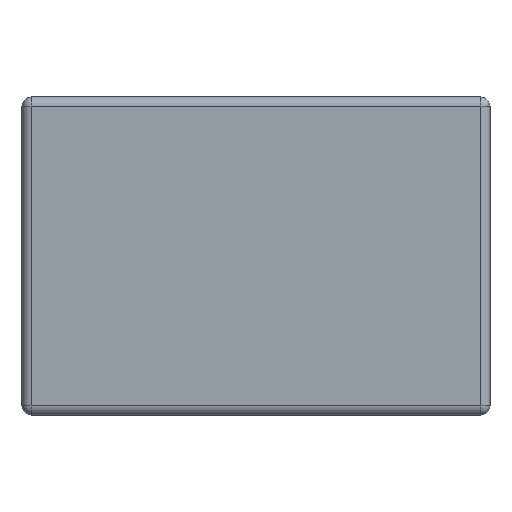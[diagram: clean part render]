
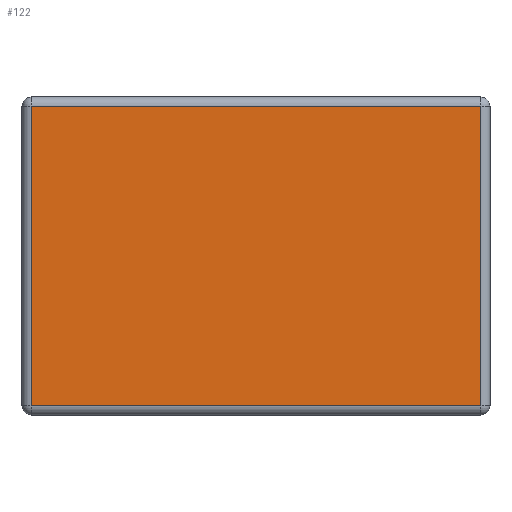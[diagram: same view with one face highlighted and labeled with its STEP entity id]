
A CAD part, left-side view. The second image highlights one B-rep face of the part: STEP entity #122.
In plain terms, the highlighted planar face has unit normal (-1, 0, 0).
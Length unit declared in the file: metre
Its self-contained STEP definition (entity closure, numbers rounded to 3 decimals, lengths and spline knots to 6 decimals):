
#122 = ADVANCED_FACE( '', ( #260 ), #261, .F. );
#260 = FACE_OUTER_BOUND( '', #415, .T. );
#261 = PLANE( '', #416 );
#415 = EDGE_LOOP( '', ( #664, #665, #666, #667 ) );
#416 = AXIS2_PLACEMENT_3D( '', #668, #669, #670 );
#664 = ORIENTED_EDGE( '', *, *, #922, .T. );
#665 = ORIENTED_EDGE( '', *, *, #884, .T. );
#666 = ORIENTED_EDGE( '', *, *, #941, .T. );
#667 = ORIENTED_EDGE( '', *, *, #938, .T. );
#668 = CARTESIAN_POINT( '', ( -0.0016, -0.00125, 0.00085 ) );
#669 = DIRECTION( '', ( 1., 0., 0. ) );
#670 = DIRECTION( '', ( 0., 0., -1. ) );
#884 = EDGE_CURVE( '', #1033, #1038, #1040, .T. );
#922 = EDGE_CURVE( '', #1096, #1033, #1102, .T. );
#938 = EDGE_CURVE( '', #1121, #1096, #1124, .F. );
#941 = EDGE_CURVE( '', #1038, #1121, #1127, .F. );
#1033 = VERTEX_POINT( '', #1240 );
#1038 = VERTEX_POINT( '', #1246 );
#1040 = LINE( '', #1248, #1249 );
#1096 = VERTEX_POINT( '', #1321 );
#1102 = LINE( '', #1328, #1329 );
#1121 = VERTEX_POINT( '', #1351 );
#1124 = LINE( '', #1354, #1355 );
#1127 = LINE( '', #1358, #1359 );
#1240 = CARTESIAN_POINT( '', ( -0.0016, 0.0012, 0.00165 ) );
#1246 = CARTESIAN_POINT( '', ( -0.0016, 0.0012, 0.00005 ) );
#1248 = CARTESIAN_POINT( '', ( -0.0016, 0.0012, 0.00085 ) );
#1249 = VECTOR( '', #1482, 1. );
#1321 = CARTESIAN_POINT( '', ( -0.0016, -0.0012, 0.00165 ) );
#1328 = CARTESIAN_POINT( '', ( -0.0016, -0.00125, 0.00165 ) );
#1329 = VECTOR( '', #1536, 1. );
#1351 = CARTESIAN_POINT( '', ( -0.0016, -0.0012, 0.00005 ) );
#1354 = CARTESIAN_POINT( '', ( -0.0016, -0.0012, 0.0017 ) );
#1355 = VECTOR( '', #1564, 1. );
#1358 = CARTESIAN_POINT( '', ( -0.0016, -0.00125, 0.00005 ) );
#1359 = VECTOR( '', #1568, 1. );
#1482 = DIRECTION( '', ( 0., 0., -1. ) );
#1536 = DIRECTION( '', ( 0., 1., 0. ) );
#1564 = DIRECTION( '', ( 0., 0., -1. ) );
#1568 = DIRECTION( '', ( 0., 1., 0. ) );
